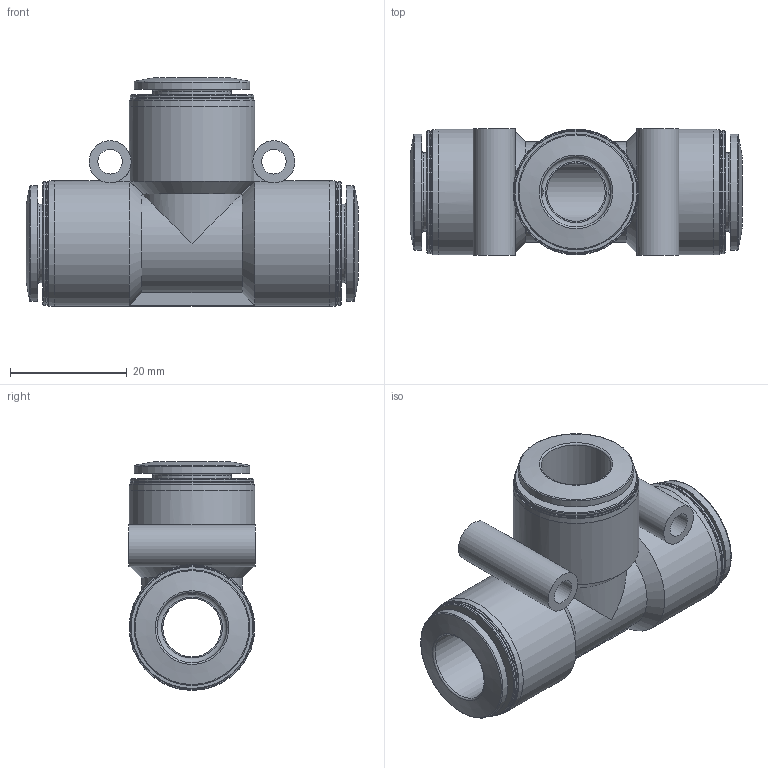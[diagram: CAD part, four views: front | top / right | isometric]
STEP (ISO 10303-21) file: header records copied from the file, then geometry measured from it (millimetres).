
FILE_DESCRIPTION(/* description */ ('STEP AP214'),/* implementation_level */ '2;1');
FILE_NAME(/* name */ '130806_QST-12-20',/* time_stamp */ '2024-09-14T16:31:55+02:00',/* author */ ('License CC BY-ND 4.0'),/* organization */ ('CADENAS'),/* preprocessor_version */ 'ST-DEVELOPER v19.3',/* originating_system */ 'PARTsolutions',/* authorisation */ ' ');
FILE_SCHEMA (('AUTOMOTIVE_DESIGN {1 0 10303 214 3 1 1}'));
Length unit declared in the file: millimetre
Products named in the file (1): 130806 QST-12-20
Bounding box: 56.8 x 21.7 x 39.15 mm (x, y, z)
Volume: 16880.1 mm3; surface area: 10931.2 mm2
Topology: 1 solids, 1 shells, 82 faces, 180 edges, 111 vertices
Faces by surface type: cylinder 27, plane 22, cone 21, torus 12
Full cylindrical faces by diameter (mm): 4.2 x2, 7.2 x2, 10 x2, 12 x3, 13.4 x3, 19.8 x3, 21.1 x6, 21.5 x2
Entity records: 2691 total; most frequent: CARTESIAN_POINT 454, DIRECTION 360, ORIENTED_EDGE 250, AXIS2_PLACEMENT_3D 170, EDGE_LOOP 156, FACE_BOUND 156, EDGE_CURVE 125, VERTEX_POINT 107
